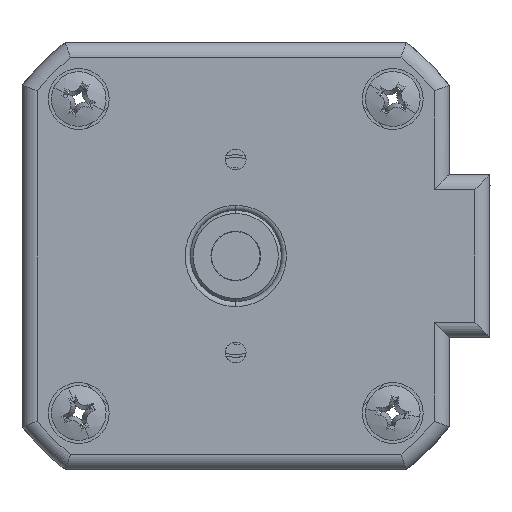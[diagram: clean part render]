
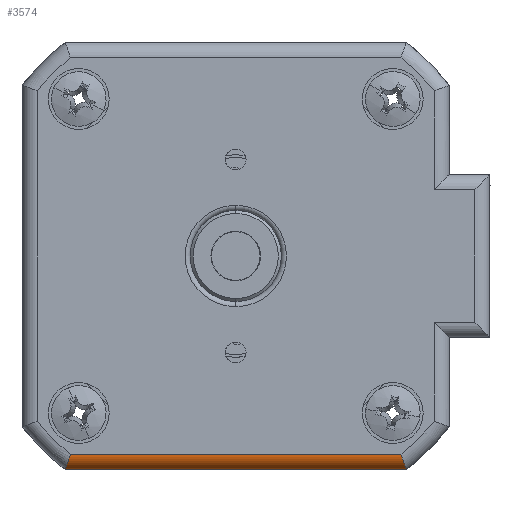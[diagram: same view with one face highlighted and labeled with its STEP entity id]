
A CAD part, front view. The second image highlights one B-rep face of the part: STEP entity #3574.
In plain terms, the highlighted cylindrical face has radius 1.5 mm (diameter 3 mm), a partial arc.
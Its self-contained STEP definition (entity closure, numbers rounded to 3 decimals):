
#301 = CYLINDRICAL_SURFACE ( 'NONE', #766, 1.5 ) ;
#399 = CARTESIAN_POINT ( 'NONE',  ( -34.317, -38.899, 12.565 ) ) ;
#766 = AXIS2_PLACEMENT_3D ( 'NONE', #2235, #1462, #7073 ) ;
#785 = ORIENTED_EDGE ( 'NONE', *, *, #1102, .F. ) ;
#1102 = EDGE_CURVE ( 'NONE', #6050, #6107, #4437, .T. ) ;
#1142 = CARTESIAN_POINT ( 'NONE',  ( -0.739, -38.161, 12.26 ) ) ;
#1169 = LINE ( 'NONE', #9970, #2985 ) ;
#1172 = CARTESIAN_POINT ( 'NONE',  ( -34.159, -39.278, 13.012 ) ) ;
#1462 = DIRECTION ( 'NONE',  ( -1., 0., 0. ) ) ;
#1906 = CARTESIAN_POINT ( 'NONE',  ( -0.764, -38.456, 12.331 ) ) ;
#1934 = CARTESIAN_POINT ( 'NONE',  ( -33.962, -39.458, 13.561 ) ) ;
#2032 = VERTEX_POINT ( 'NONE', #3736 ) ;
#2235 = CARTESIAN_POINT ( 'NONE',  ( -34.427, -37.958, 13.75 ) ) ;
#2676 = CARTESIAN_POINT ( 'NONE',  ( -0.846, -38.899, 12.565 ) ) ;
#2985 = VECTOR ( 'NONE', #9147, 1000. ) ;
#3370 = VERTEX_POINT ( 'NONE', #10039 ) ;
#3371 = ORIENTED_EDGE ( 'NONE', *, *, #5224, .T. ) ;
#3414 = DIRECTION ( 'NONE',  ( 1., 0., 0. ) ) ;
#3507 = CARTESIAN_POINT ( 'NONE',  ( -34.427, -38.061, 12.25 ) ) ;
#3515 = CARTESIAN_POINT ( 'NONE',  ( -1.004, -39.278, 13.012 ) ) ;
#3574 = ADVANCED_FACE ( 'NONE', ( #9593 ), #301, .T. ) ;
#3736 = CARTESIAN_POINT ( 'NONE',  ( -1.269, -39.458, 13.75 ) ) ;
#4318 = CARTESIAN_POINT ( 'NONE',  ( -34.41, -38.358, 12.301 ) ) ;
#4323 = CARTESIAN_POINT ( 'NONE',  ( -1.201, -39.458, 13.561 ) ) ;
#4437 = B_SPLINE_CURVE_WITH_KNOTS ( 'NONE', 3,
 ( #9200, #3507, #6731, #4318, #10023, #5133, #399, #5942, #1172, #6764, #1934, #7595 ),
 .UNSPECIFIED., .F., .F.,
 ( 4, 2, 2, 2, 2, 4 ),
 ( 0., 0., 0.001, 0.001, 0.002, 0.002 ),
 .UNSPECIFIED. ) ;
#4691 = CARTESIAN_POINT ( 'NONE',  ( -33.894, -39.458, 13.75 ) ) ;
#5101 = CARTESIAN_POINT ( 'NONE',  ( -0.735, -37.958, 12.25 ) ) ;
#5133 = CARTESIAN_POINT ( 'NONE',  ( -34.358, -38.732, 12.449 ) ) ;
#5224 = EDGE_CURVE ( 'NONE', #3370, #2032, #7060, .T. ) ;
#5840 = LINE ( 'NONE', #9112, #7790 ) ;
#5942 = CARTESIAN_POINT ( 'NONE',  ( -34.218, -39.171, 12.845 ) ) ;
#6050 = VERTEX_POINT ( 'NONE', #10407 ) ;
#6107 = VERTEX_POINT ( 'NONE', #4691 ) ;
#6367 = EDGE_CURVE ( 'NONE', #3370, #6050, #1169, .T. ) ;
#6731 = CARTESIAN_POINT ( 'NONE',  ( -34.424, -38.161, 12.26 ) ) ;
#6734 = CARTESIAN_POINT ( 'NONE',  ( -0.753, -38.358, 12.301 ) ) ;
#6764 = CARTESIAN_POINT ( 'NONE',  ( -34.032, -39.421, 13.367 ) ) ;
#6797 = ORIENTED_EDGE ( 'NONE', *, *, #7820, .F. ) ;
#7060 = B_SPLINE_CURVE_WITH_KNOTS ( 'NONE', 3,
 ( #5101, #9996, #1142, #6734, #1906, #7564, #2676, #8403, #3515, #9206, #4323, #10030 ),
 .UNSPECIFIED., .F., .F.,
 ( 4, 2, 2, 2, 2, 4 ),
 ( 0., 0., 0.001, 0.001, 0.002, 0.002 ),
 .UNSPECIFIED. ) ;
#7073 = DIRECTION ( 'NONE',  ( 0., 0., 1. ) ) ;
#7249 = EDGE_LOOP ( 'NONE', ( #3371, #6797, #785, #7689 ) ) ;
#7564 = CARTESIAN_POINT ( 'NONE',  ( -0.805, -38.732, 12.449 ) ) ;
#7595 = CARTESIAN_POINT ( 'NONE',  ( -33.894, -39.458, 13.75 ) ) ;
#7689 = ORIENTED_EDGE ( 'NONE', *, *, #6367, .F. ) ;
#7790 = VECTOR ( 'NONE', #3414, 1000. ) ;
#7820 = EDGE_CURVE ( 'NONE', #6107, #2032, #5840, .T. ) ;
#8403 = CARTESIAN_POINT ( 'NONE',  ( -0.945, -39.171, 12.845 ) ) ;
#9112 = CARTESIAN_POINT ( 'NONE',  ( -17.581, -39.458, 13.75 ) ) ;
#9147 = DIRECTION ( 'NONE',  ( -1., 0., 0. ) ) ;
#9200 = CARTESIAN_POINT ( 'NONE',  ( -34.427, -37.958, 12.25 ) ) ;
#9206 = CARTESIAN_POINT ( 'NONE',  ( -1.131, -39.421, 13.367 ) ) ;
#9593 = FACE_OUTER_BOUND ( 'NONE', #7249, .T. ) ;
#9970 = CARTESIAN_POINT ( 'NONE',  ( -34.427, -37.958, 12.25 ) ) ;
#9996 = CARTESIAN_POINT ( 'NONE',  ( -0.735, -38.061, 12.25 ) ) ;
#10023 = CARTESIAN_POINT ( 'NONE',  ( -34.399, -38.456, 12.331 ) ) ;
#10030 = CARTESIAN_POINT ( 'NONE',  ( -1.269, -39.458, 13.75 ) ) ;
#10039 = CARTESIAN_POINT ( 'NONE',  ( -0.735, -37.958, 12.25 ) ) ;
#10407 = CARTESIAN_POINT ( 'NONE',  ( -34.427, -37.958, 12.25 ) ) ;
